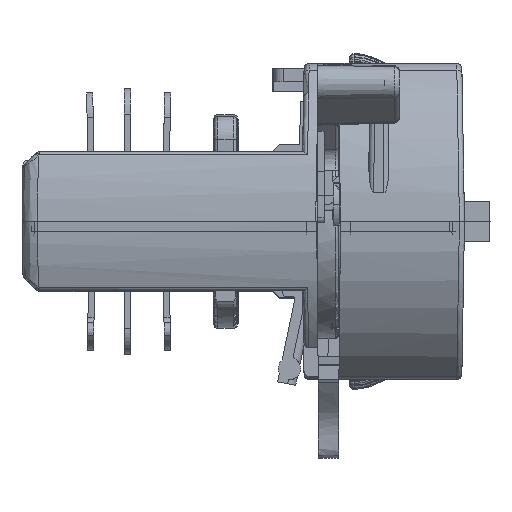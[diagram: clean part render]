
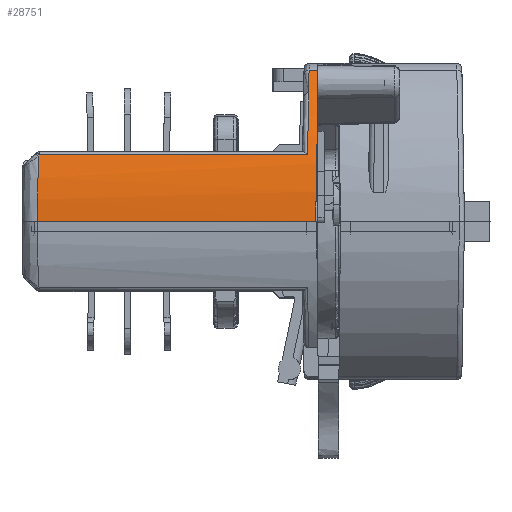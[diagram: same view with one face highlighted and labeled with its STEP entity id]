
A CAD part, left-side view. The second image highlights one B-rep face of the part: STEP entity #28751.
In plain terms, the highlighted cylindrical face has radius 19.016 mm (diameter 38.031 mm), a partial arc.
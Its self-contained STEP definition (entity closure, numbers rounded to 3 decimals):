
#14552=DIRECTION('',(0.,-1.,0.));
#14553=VECTOR('',#14552,26.304);
#14554=CARTESIAN_POINT('',(-33.862,35.693,
6.521));
#14555=LINE('',#14554,#14553);
#14595=DIRECTION('',(0.,-1.,0.));
#14596=VECTOR('',#14595,0.907);
#14597=CARTESIAN_POINT('',(-27.888,9.248,
14.841));
#14598=LINE('',#14597,#14596);
#16186=CARTESIAN_POINT('',(-35.016,8.6,0.));
#16187=CARTESIAN_POINT('',(-35.016,8.547,3.044));
#16188=CARTESIAN_POINT('',(-33.643,8.452,
8.473));
#16189=CARTESIAN_POINT('',(-30.264,8.374,
12.938));
#16190=CARTESIAN_POINT('',(-27.888,8.341,
14.841));
#16192=DIRECTION('',(0.,-1.,0.));
#16193=VECTOR('',#16192,27.3);
#16194=CARTESIAN_POINT('',(-35.016,35.9,
0.));
#16195=LINE('',#16194,#16193);
#16196=CARTESIAN_POINT('',(-33.901,35.797,
6.415));
#16197=CARTESIAN_POINT('',(-34.637,35.83,
4.361));
#16198=CARTESIAN_POINT('',(-35.016,35.865,
2.182));
#16199=CARTESIAN_POINT('',(-35.016,35.9,
0.));
#16201=CARTESIAN_POINT('',(-33.862,35.693,
6.521));
#16202=CARTESIAN_POINT('',(-33.875,35.727,
6.486));
#16203=CARTESIAN_POINT('',(-33.888,35.762,
6.45));
#16204=CARTESIAN_POINT('',(-33.901,35.797,
6.415));
#16206=CARTESIAN_POINT('',(-27.888,9.248,
14.841));
#16207=CARTESIAN_POINT('',(-28.787,9.259,
14.121));
#16208=CARTESIAN_POINT('',(-30.455,9.288,
12.516));
#16209=CARTESIAN_POINT('',(-32.479,9.335,
9.697));
#16210=CARTESIAN_POINT('',(-33.467,9.372,
7.604));
#16211=CARTESIAN_POINT('',(-33.862,9.389,
6.521));
#19724=CARTESIAN_POINT('',(-35.016,35.9,
0.));
#19725=CARTESIAN_POINT('',(-35.016,8.6,0.));
#19726=VERTEX_POINT('',#19724);
#19727=VERTEX_POINT('',#19725);
#20371=VERTEX_POINT('',#16190);
#20559=CARTESIAN_POINT('',(-33.862,35.693,
6.521));
#20560=CARTESIAN_POINT('',(-33.862,9.389,
6.521));
#20561=VERTEX_POINT('',#20559);
#20562=VERTEX_POINT('',#20560);
#20563=VERTEX_POINT('',#16196);
#20568=CARTESIAN_POINT('',(-27.888,9.248,
14.841));
#20569=VERTEX_POINT('',#20568);
#28737=CARTESIAN_POINT('',(-16.,-6.,0.));
#28738=DIRECTION('',(0.,1.,0.));
#28739=DIRECTION('',(0.,0.,1.));
#28740=AXIS2_PLACEMENT_3D('',#28737,#28738,#28739);
#28741=CYLINDRICAL_SURFACE('',#28740,19.016);
#28742=ORIENTED_EDGE('',*,*,#26657,.F.);
#28743=ORIENTED_EDGE('',*,*,#28641,.F.);
#28744=ORIENTED_EDGE('',*,*,#28732,.F.);
#28745=ORIENTED_EDGE('',*,*,#26520,.F.);
#28746=ORIENTED_EDGE('',*,*,#26545,.T.);
#28747=ORIENTED_EDGE('',*,*,#26561,.F.);
#28748=ORIENTED_EDGE('',*,*,#26598,.T.);
#28749=EDGE_LOOP('',(#28742,#28743,#28744,#28745,#28746,#28747,#28748));
#28750=FACE_OUTER_BOUND('',#28749,.F.);
#28751=ADVANCED_FACE('',(#28750),#28741,.T.);
#16191=B_SPLINE_CURVE_WITH_KNOTS('',3,(#16186,#16187,#16188,#16189,#16190),
.UNSPECIFIED.,.F.,.F.,(4,1,4),(0.,0.5,1.),.UNSPECIFIED.);
#16200=B_SPLINE_CURVE_WITH_KNOTS('',3,(#16196,#16197,#16198,#16199),
.UNSPECIFIED.,.F.,.F.,(4,4),(0.,1.),.UNSPECIFIED.);
#16205=B_SPLINE_CURVE_WITH_KNOTS('',3,(#16201,#16202,#16203,#16204),
.UNSPECIFIED.,.F.,.F.,(4,4),(0.,1.),.UNSPECIFIED.);
#16212=B_SPLINE_CURVE_WITH_KNOTS('',3,(#16206,#16207,#16208,#16209,#16210,
#16211),.UNSPECIFIED.,.F.,.F.,(4,1,1,4),(0.,0.333,
0.667,1.),.UNSPECIFIED.);
#26520=EDGE_CURVE('',#20561,#20563,#16205,.T.);
#26545=EDGE_CURVE('',#20561,#20562,#14555,.T.);
#26561=EDGE_CURVE('',#20569,#20562,#16212,.T.);
#26598=EDGE_CURVE('',#20569,#20371,#14598,.T.);
#26657=EDGE_CURVE('',#19727,#20371,#16191,.T.);
#28641=EDGE_CURVE('',#19726,#19727,#16195,.T.);
#28732=EDGE_CURVE('',#20563,#19726,#16200,.T.);
